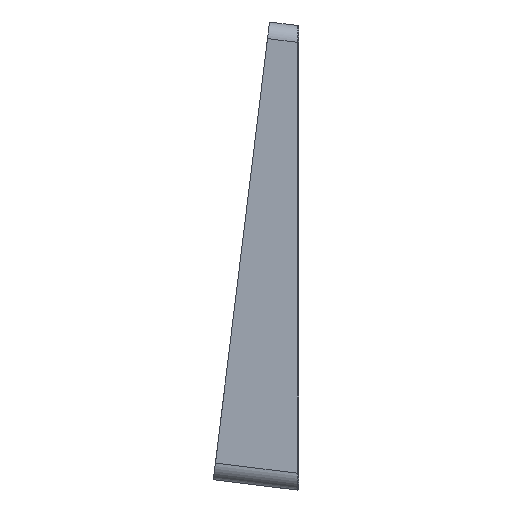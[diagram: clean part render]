
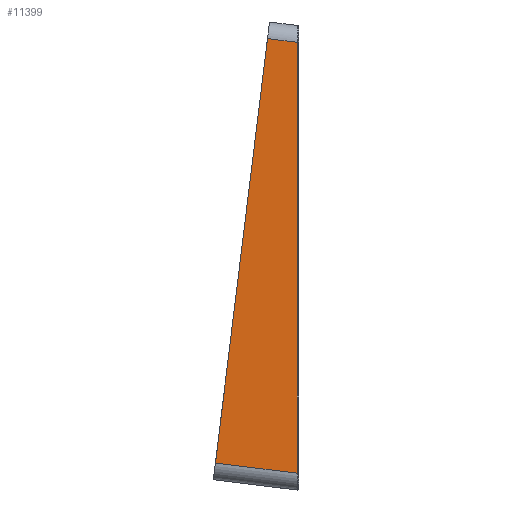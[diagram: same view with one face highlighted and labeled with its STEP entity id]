
A CAD part, left-side view. The second image highlights one B-rep face of the part: STEP entity #11399.
In plain terms, the highlighted planar face has unit normal (-1, 0, 0).
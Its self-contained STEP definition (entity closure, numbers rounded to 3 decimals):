
#437=PLANE('',#11778);
#1319=FACE_OUTER_BOUND('',#1996,.T.);
#1996=EDGE_LOOP('',(#10196,#10197,#10198,#10199));
#2827=LINE('',#21524,#3682);
#2842=LINE('',#21714,#3697);
#2849=LINE('',#21731,#3704);
#2857=LINE('',#21799,#3712);
#3682=VECTOR('',#13039,10.);
#3697=VECTOR('',#13134,10.);
#3704=VECTOR('',#13153,10.);
#3712=VECTOR('',#13193,10.);
#5317=VERTEX_POINT('',#21510);
#5323=VERTEX_POINT('',#21522);
#5344=VERTEX_POINT('',#21597);
#5357=VERTEX_POINT('',#21707);
#6939=EDGE_CURVE('',#5317,#5323,#2827,.T.);
#6986=EDGE_CURVE('',#5357,#5344,#2842,.T.);
#6995=EDGE_CURVE('',#5344,#5323,#2849,.T.);
#7021=EDGE_CURVE('',#5317,#5357,#2857,.T.);
#10196=ORIENTED_EDGE('',*,*,#6986,.F.);
#10197=ORIENTED_EDGE('',*,*,#7021,.F.);
#10198=ORIENTED_EDGE('',*,*,#6939,.T.);
#10199=ORIENTED_EDGE('',*,*,#6995,.F.);
#11399=ADVANCED_FACE('',(#1319),#437,.T.);
#11778=AXIS2_PLACEMENT_3D('',#21800,#13194,#13195);
#13039=DIRECTION('',(0.,0.122,-0.993));
#13134=DIRECTION('',(0.,0.,-1.));
#13153=DIRECTION('',(0.,0.993,0.122));
#13193=DIRECTION('',(0.,-0.993,-0.122));
#13194=DIRECTION('center_axis',(-1.,0.,0.));
#13195=DIRECTION('ref_axis',(0.,0.122,-0.993));
#21510=CARTESIAN_POINT('',(-0.538,-12.58,-5.888));
#21522=CARTESIAN_POINT('',(-0.538,-0.125,-107.327));
#21524=CARTESIAN_POINT('',(-0.538,-13.067,-1.917));
#21597=CARTESIAN_POINT('',(-0.538,-19.715,-109.732));
#21707=CARTESIAN_POINT('',(-0.538,-19.715,-6.764));
#21714=CARTESIAN_POINT('',(-0.538,-19.715,-2.344));
#21731=CARTESIAN_POINT('',(-0.538,-0.125,-107.327));
#21799=CARTESIAN_POINT('',(-0.538,-12.58,-5.888));
#21800=CARTESIAN_POINT('Origin',(-0.538,-13.067,-1.917));
